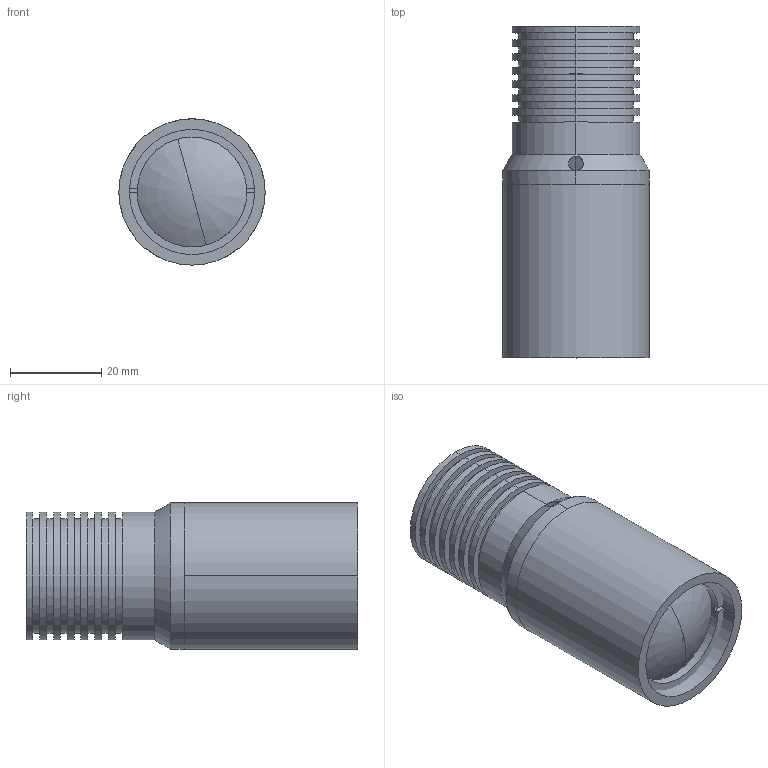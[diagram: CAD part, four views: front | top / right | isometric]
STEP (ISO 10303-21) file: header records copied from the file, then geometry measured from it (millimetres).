
FILE_DESCRIPTION (( 'STEP AP203' ), '1' );
FILE_NAME ('XF-TD20.STEP', '2020-01-06T03:24:47', ( 'canrill-02' ), ( '' ), 'SwSTEP 2.0', 'SolidWorks 2014', '' );
FILE_SCHEMA (( 'CONFIG_CONTROL_DESIGN' ));
Length unit declared in the file: millimetre
Products named in the file (1): XF-TD20
Bounding box: 32 x 72.57 x 32 mm (x, y, z)
Surface area: 11626 mm2 (no closed solid volume)
Topology: 0 solids, 4 shells, 73 faces, 166 edges, 110 vertices
Faces by surface type: cylinder 42, plane 27, bspline 2, cone 2
Entity records: 2582 total; most frequent: CARTESIAN_POINT 802, DIRECTION 396, ORIENTED_EDGE 306, AXIS2_PLACEMENT_3D 168, EDGE_CURVE 164, VERTEX_POINT 110, CIRCLE 96, EDGE_LOOP 92
